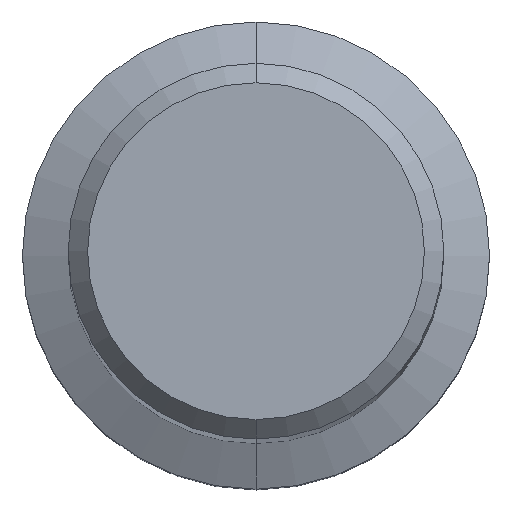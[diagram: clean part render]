
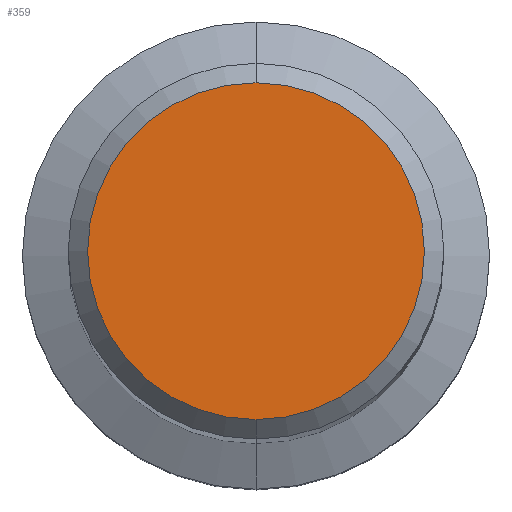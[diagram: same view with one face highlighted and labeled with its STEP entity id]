
A CAD part, top view. The second image highlights one B-rep face of the part: STEP entity #359.
In plain terms, the highlighted planar face has unit normal (0, 0, 1).
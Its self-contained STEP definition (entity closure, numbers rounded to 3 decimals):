
#213=VERTEX_POINT('',#570);
#215=VERTEX_POINT('',#572);
#359=ADVANCED_FACE('',(#736),#737,.T.);
#477=EDGE_CURVE('',#215,#213,#863,.T.);
#513=EDGE_CURVE('',#213,#215,#902,.T.);
#570=CARTESIAN_POINT('',(0.0,8.65,0.0));
#572=CARTESIAN_POINT('',(0.,-8.65,0.0));
#736=FACE_OUTER_BOUND('',#1284,.T.);
#737=PLANE('',#1285);
#863=CIRCLE('',#1549,8.65);
#902=CIRCLE('',#1648,8.65);
#1284=EDGE_LOOP('',(#1917,#1918));
#1285=AXIS2_PLACEMENT_3D('',#1919,#1920,#1921);
#1549=AXIS2_PLACEMENT_3D('',#2051,#2052,#2053);
#1648=AXIS2_PLACEMENT_3D('',#2095,#2096,#2097);
#1917=ORIENTED_EDGE('',*,*,#513,.F.);
#1918=ORIENTED_EDGE('',*,*,#477,.F.);
#1919=CARTESIAN_POINT('',(0.0,4.325,0.0));
#1920=DIRECTION('',(-0.0,0.0,1.0));
#1921=DIRECTION('',(0.0,-1.0,0.0));
#2051=CARTESIAN_POINT('',(0.0,0.0,0.0));
#2052=DIRECTION('',(0.0,0.0,-1.0));
#2053=DIRECTION('',(0.0,1.0,0.0));
#2095=CARTESIAN_POINT('',(0.0,0.0,0.0));
#2096=DIRECTION('',(0.0,0.0,-1.0));
#2097=DIRECTION('',(0.0,1.0,0.0));
